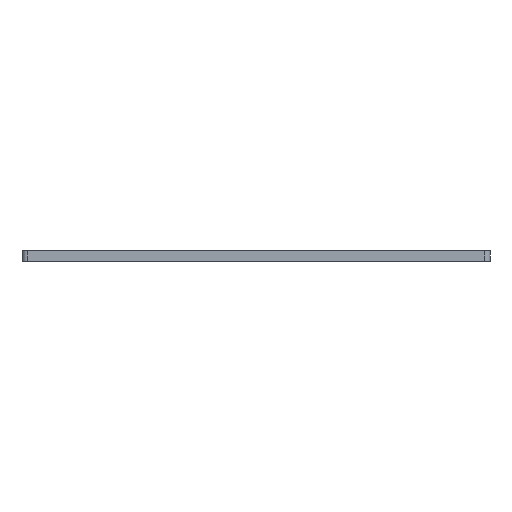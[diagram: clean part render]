
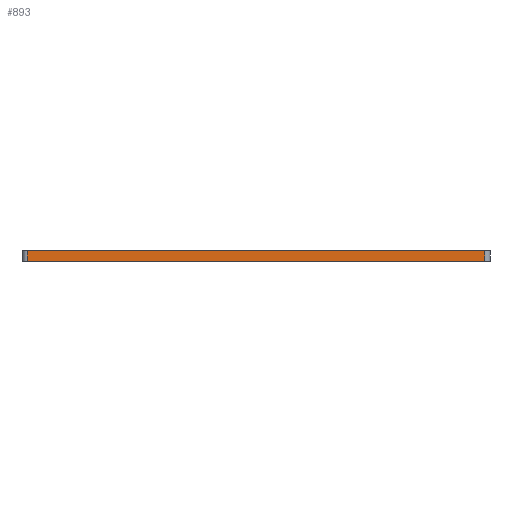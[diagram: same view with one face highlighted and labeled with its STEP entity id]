
A CAD part, left-side view. The second image highlights one B-rep face of the part: STEP entity #893.
In plain terms, the highlighted planar face has unit normal (-1, 0, 0).
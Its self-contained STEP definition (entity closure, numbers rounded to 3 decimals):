
#9 = DIRECTION ( 'NONE',  ( 0., 0., -1. ) ) ;
#88 = EDGE_CURVE ( 'NONE', #909, #724, #950, .T. ) ;
#129 = CARTESIAN_POINT ( 'NONE',  ( -130., -134.5, 6. ) ) ;
#205 = VECTOR ( 'NONE', #528, 1000. ) ;
#220 = VECTOR ( 'NONE', #975, 1000. ) ;
#235 = CARTESIAN_POINT ( 'NONE',  ( -130., -137.5, 0. ) ) ;
#252 = ORIENTED_EDGE ( 'NONE', *, *, #1018, .T. ) ;
#270 = EDGE_LOOP ( 'NONE', ( #547, #723, #329, #252 ) ) ;
#298 = CARTESIAN_POINT ( 'NONE',  ( -130., -134.5, 6. ) ) ;
#299 = CARTESIAN_POINT ( 'NONE',  ( -130., 134.5, 6. ) ) ;
#329 = ORIENTED_EDGE ( 'NONE', *, *, #450, .F. ) ;
#360 = FACE_OUTER_BOUND ( 'NONE', #270, .T. ) ;
#401 = LINE ( 'NONE', #919, #1129 ) ;
#422 = DIRECTION ( 'NONE',  ( 0., 0., -1. ) ) ;
#437 = DIRECTION ( 'NONE',  ( 0., -1., 0. ) ) ;
#450 = EDGE_CURVE ( 'NONE', #829, #724, #401, .T. ) ;
#471 = VECTOR ( 'NONE', #9, 1000. ) ;
#498 = CARTESIAN_POINT ( 'NONE',  ( -130., 134.5, 6. ) ) ;
#528 = DIRECTION ( 'NONE',  ( 0., -1., 0. ) ) ;
#547 = ORIENTED_EDGE ( 'NONE', *, *, #1034, .T. ) ;
#589 = CARTESIAN_POINT ( 'NONE',  ( -130., 134.5, 0. ) ) ;
#594 = DIRECTION ( 'NONE',  ( 1., 0., 0. ) ) ;
#610 = CARTESIAN_POINT ( 'NONE',  ( -130., -137.5, 6. ) ) ;
#654 = VERTEX_POINT ( 'NONE', #589 ) ;
#697 = CARTESIAN_POINT ( 'NONE',  ( -130., -134.5, 0. ) ) ;
#723 = ORIENTED_EDGE ( 'NONE', *, *, #88, .T. ) ;
#724 = VERTEX_POINT ( 'NONE', #129 ) ;
#733 = LINE ( 'NONE', #498, #471 ) ;
#829 = VERTEX_POINT ( 'NONE', #299 ) ;
#893 = ADVANCED_FACE ( 'NONE', ( #360 ), #898, .F. ) ;
#898 = PLANE ( 'NONE',  #959 ) ;
#909 = VERTEX_POINT ( 'NONE', #697 ) ;
#919 = CARTESIAN_POINT ( 'NONE',  ( -130., -137.5, 6. ) ) ;
#950 = LINE ( 'NONE', #298, #220 ) ;
#959 = AXIS2_PLACEMENT_3D ( 'NONE', #610, #594, #422 ) ;
#975 = DIRECTION ( 'NONE',  ( 0., 0., 1. ) ) ;
#1018 = EDGE_CURVE ( 'NONE', #829, #654, #733, .T. ) ;
#1034 = EDGE_CURVE ( 'NONE', #654, #909, #1227, .T. ) ;
#1129 = VECTOR ( 'NONE', #437, 1000. ) ;
#1227 = LINE ( 'NONE', #235, #205 ) ;
